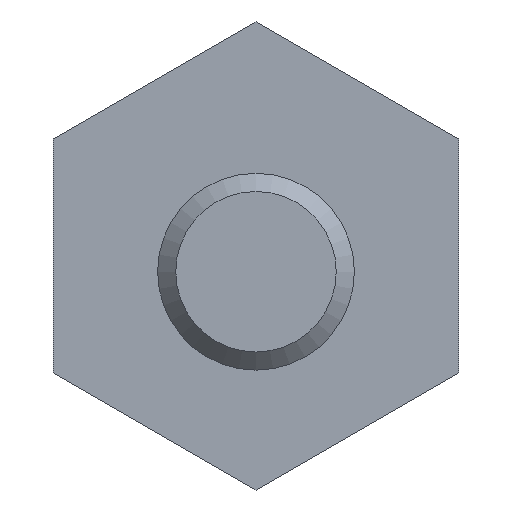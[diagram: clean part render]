
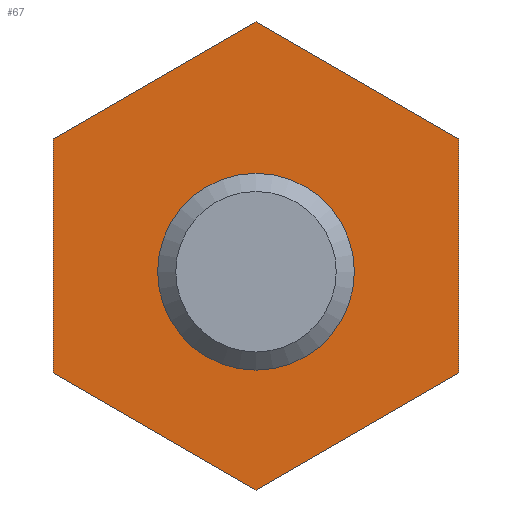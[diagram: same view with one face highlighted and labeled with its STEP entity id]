
A CAD part, front view. The second image highlights one B-rep face of the part: STEP entity #67.
In plain terms, the highlighted planar face has unit normal (0, -1, 0).
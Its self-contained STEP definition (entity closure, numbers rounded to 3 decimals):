
#67 = ADVANCED_FACE( '', ( #143, #144 ), #145, .F. );
#143 = FACE_BOUND( '', #228, .T. );
#144 = FACE_OUTER_BOUND( '', #229, .T. );
#145 = PLANE( '', #230 );
#228 = EDGE_LOOP( '', ( #350 ) );
#229 = EDGE_LOOP( '', ( #351, #352, #353, #354, #355, #356 ) );
#230 = AXIS2_PLACEMENT_3D( '', #357, #358, #359 );
#350 = ORIENTED_EDGE( '', *, *, #481, .F. );
#351 = ORIENTED_EDGE( '', *, *, #494, .F. );
#352 = ORIENTED_EDGE( '', *, *, #491, .F. );
#353 = ORIENTED_EDGE( '', *, *, #459, .F. );
#354 = ORIENTED_EDGE( '', *, *, #495, .F. );
#355 = ORIENTED_EDGE( '', *, *, #464, .F. );
#356 = ORIENTED_EDGE( '', *, *, #479, .F. );
#357 = CARTESIAN_POINT( '', ( 0., -6.4, 0. ) );
#358 = DIRECTION( '', ( 0., 1., 0. ) );
#359 = DIRECTION( '', ( 0., 0., 1. ) );
#459 = EDGE_CURVE( '', #529, #531, #532, .T. );
#464 = EDGE_CURVE( '', #538, #540, #541, .T. );
#479 = EDGE_CURVE( '', #564, #538, #566, .T. );
#481 = EDGE_CURVE( '', #568, #568, #569, .F. );
#491 = EDGE_CURVE( '', #531, #583, #584, .T. );
#494 = EDGE_CURVE( '', #583, #564, #587, .T. );
#495 = EDGE_CURVE( '', #540, #529, #588, .T. );
#529 = VERTEX_POINT( '', #629 );
#531 = VERTEX_POINT( '', #632 );
#532 = LINE( '', #633, #634 );
#538 = VERTEX_POINT( '', #642 );
#540 = VERTEX_POINT( '', #645 );
#541 = LINE( '', #646, #647 );
#564 = VERTEX_POINT( '', #678 );
#566 = LINE( '', #681, #682 );
#568 = VERTEX_POINT( '', #684 );
#569 = CIRCLE( '', #685, 3.85 );
#583 = VERTEX_POINT( '', #705 );
#584 = LINE( '', #706, #707 );
#587 = LINE( '', #711, #712 );
#588 = LINE( '', #713, #714 );
#629 = CARTESIAN_POINT( '', ( 10.3, -6.4, -5.147 ) );
#632 = CARTESIAN_POINT( '', ( 0., -6.4, -11.093 ) );
#633 = CARTESIAN_POINT( '', ( 10.3, -6.4, -5.147 ) );
#634 = VECTOR( '', #762, 1000. );
#642 = CARTESIAN_POINT( '', ( 0., -6.4, 12.693 ) );
#645 = CARTESIAN_POINT( '', ( 10.3, -6.4, 6.747 ) );
#646 = CARTESIAN_POINT( '', ( 0., -6.4, 12.693 ) );
#647 = VECTOR( '', #766, 1000. );
#678 = CARTESIAN_POINT( '', ( -10.3, -6.4, 6.747 ) );
#681 = CARTESIAN_POINT( '', ( -10.3, -6.4, 6.747 ) );
#682 = VECTOR( '', #782, 1000. );
#684 = CARTESIAN_POINT( '', ( 0., -6.4, 3.85 ) );
#685 = AXIS2_PLACEMENT_3D( '', #783, #784, #785 );
#705 = CARTESIAN_POINT( '', ( -10.3, -6.4, -5.147 ) );
#706 = CARTESIAN_POINT( '', ( 0., -6.4, -11.093 ) );
#707 = VECTOR( '', #792, 1000. );
#711 = CARTESIAN_POINT( '', ( -10.3, -6.4, -5.147 ) );
#712 = VECTOR( '', #794, 1000. );
#713 = CARTESIAN_POINT( '', ( 10.3, -6.4, 6.747 ) );
#714 = VECTOR( '', #795, 1000. );
#762 = DIRECTION( '', ( -0.866, 0., -0.5 ) );
#766 = DIRECTION( '', ( 0.866, 0., -0.5 ) );
#782 = DIRECTION( '', ( 0.866, 0., 0.5 ) );
#783 = CARTESIAN_POINT( '', ( 0., -6.4, 0. ) );
#784 = DIRECTION( '', ( 0., 1., 0. ) );
#785 = DIRECTION( '', ( 0., 0., 1. ) );
#792 = DIRECTION( '', ( -0.866, 0., 0.5 ) );
#794 = DIRECTION( '', ( 0., 0., 1. ) );
#795 = DIRECTION( '', ( 0., 0., -1. ) );
